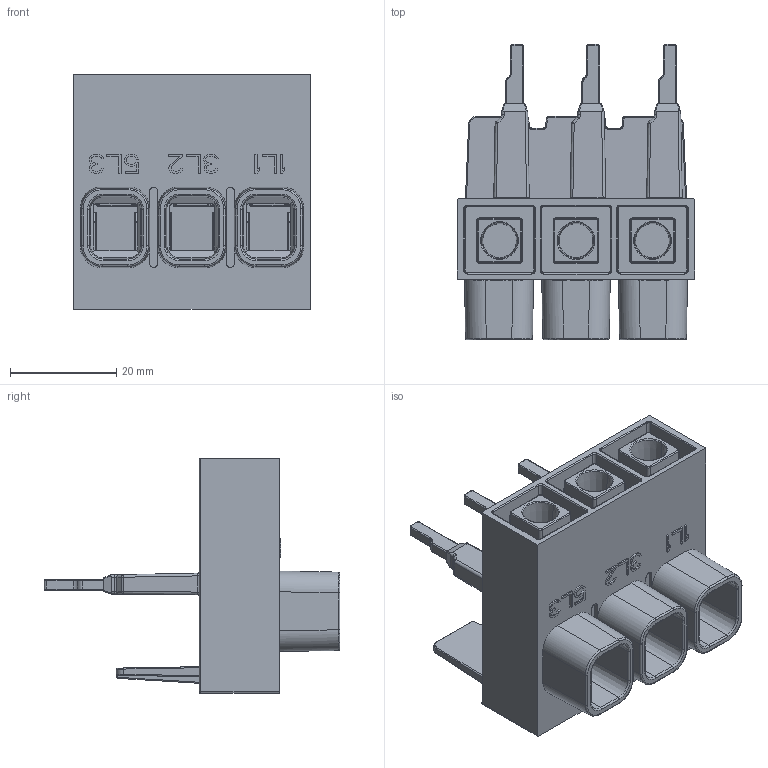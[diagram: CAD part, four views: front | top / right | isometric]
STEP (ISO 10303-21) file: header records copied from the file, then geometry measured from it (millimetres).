
FILE_DESCRIPTION((''),'2;1');
FILE_NAME('10005909967','2021-05-11T16:12:35',('PKLande'),('Rockwell Automation'),'CREO PARAMETRIC BY PTC INC, 2017380','CREO PARAMETRIC BY PTC INC, 2017380','');
FILE_SCHEMA(('CONFIG_CONTROL_DESIGN'));
Length unit declared in the file: millimetre
Products named in the file (1): 10005909967
Bounding box: 44.8 x 55.7 x 44.25 mm (x, y, z)
Volume: 19753.9 mm3; surface area: 24804.7 mm2
Topology: 1 solids, 1 shells, 1381 faces, 3576 edges, 2177 vertices
Faces by surface type: plane 597, cylinder 497, torus 118, bspline 82, cone 44, sphere 43
Entity records: 45090 total; most frequent: CARTESIAN_POINT 12670, ORIENTED_EDGE 7066, DIRECTION 6305, EDGE_CURVE 3533, VERTEX_POINT 2177, VECTOR 2143, LINE 2143, AXIS2_PLACEMENT_3D 2081
